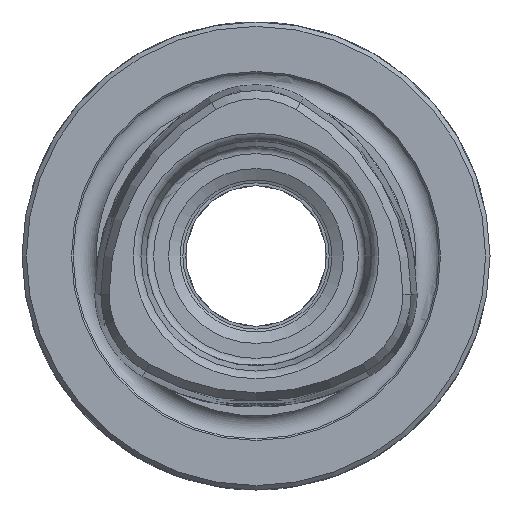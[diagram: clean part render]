
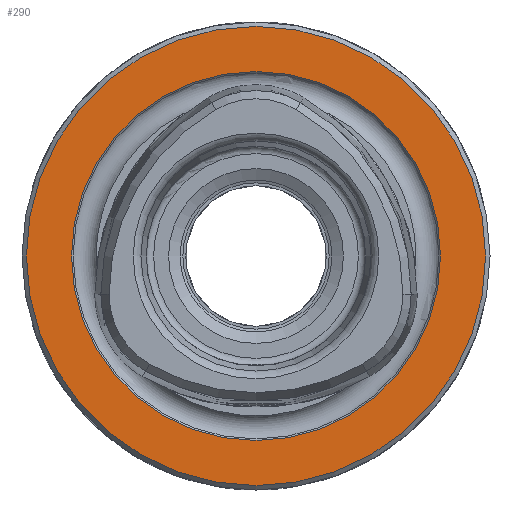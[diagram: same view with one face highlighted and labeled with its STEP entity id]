
A CAD part, left-side view. The second image highlights one B-rep face of the part: STEP entity #290.
In plain terms, the highlighted planar face has unit normal (-1, 0, 0).
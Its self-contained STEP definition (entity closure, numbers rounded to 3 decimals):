
#290 = ADVANCED_FACE( '', ( #647, #648 ), #649, .T. );
#647 = FACE_OUTER_BOUND( '', #1031, .T. );
#648 = FACE_BOUND( '', #1032, .T. );
#649 = PLANE( '', #1033 );
#1031 = EDGE_LOOP( '', ( #1730 ) );
#1032 = EDGE_LOOP( '', ( #1731 ) );
#1033 = AXIS2_PLACEMENT_3D( '', #1732, #1733, #1734 );
#1730 = ORIENTED_EDGE( '', *, *, #2102, .T. );
#1731 = ORIENTED_EDGE( '', *, *, #2162, .F. );
#1732 = CARTESIAN_POINT( '', ( 0., 0., 12.25 ) );
#1733 = DIRECTION( '', ( -1., 0., 0. ) );
#1734 = DIRECTION( '', ( 0., 0., 1. ) );
#2102 = EDGE_CURVE( '', #2501, #2501, #2502, .T. );
#2162 = EDGE_CURVE( '', #2589, #2589, #2590, .T. );
#2501 = VERTEX_POINT( '', #3227 );
#2502 = CIRCLE( '', #3228, 15.7 );
#2589 = VERTEX_POINT( '', #3440 );
#2590 = CIRCLE( '', #3441, 12.614 );
#3227 = CARTESIAN_POINT( '', ( 0., 0., 15.7 ) );
#3228 = AXIS2_PLACEMENT_3D( '', #3944, #3945, #3946 );
#3440 = CARTESIAN_POINT( '', ( 0., 0., 12.614 ) );
#3441 = AXIS2_PLACEMENT_3D( '', #4016, #4017, #4018 );
#3944 = CARTESIAN_POINT( '', ( 0., 0., 0. ) );
#3945 = DIRECTION( '', ( -1., 0., 0. ) );
#3946 = DIRECTION( '', ( 0., 0., 1. ) );
#4016 = CARTESIAN_POINT( '', ( 0., 0., 0. ) );
#4017 = DIRECTION( '', ( -1., 0., 0. ) );
#4018 = DIRECTION( '', ( 0., 0., 1. ) );
